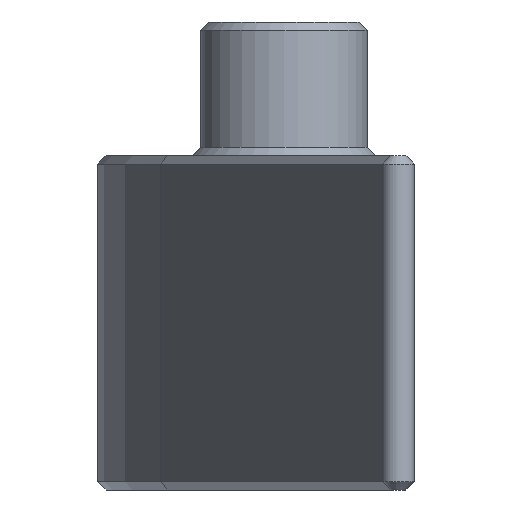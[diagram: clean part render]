
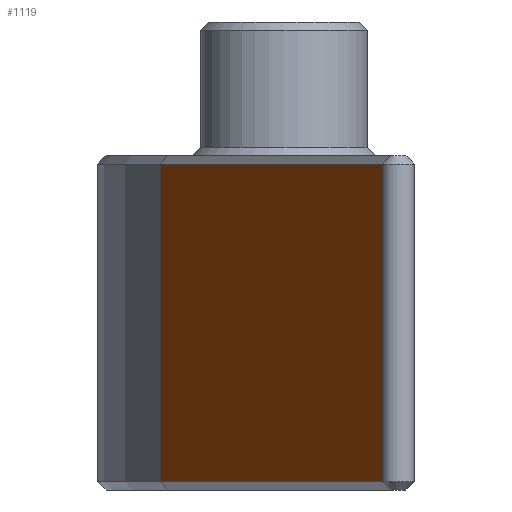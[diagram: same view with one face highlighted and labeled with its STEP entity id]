
A CAD part, left-side view. The second image highlights one B-rep face of the part: STEP entity #1119.
In plain terms, the highlighted planar face has unit normal (-0.423, 0.906, 0).
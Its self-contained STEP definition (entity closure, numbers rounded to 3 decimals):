
#44=PLANE('',#1234);
#87=FACE_OUTER_BOUND('',#163,.T.);
#163=EDGE_LOOP('',(#833,#834,#835,#836));
#304=LINE('',#1780,#408);
#318=LINE('',#1826,#422);
#319=LINE('',#1830,#423);
#320=LINE('',#1831,#424);
#408=VECTOR('',#1404,10.);
#422=VECTOR('',#1458,20.);
#423=VECTOR('',#1463,10.);
#424=VECTOR('',#1464,10.);
#513=VERTEX_POINT('',#1773);
#515=VERTEX_POINT('',#1779);
#527=VERTEX_POINT('',#1825);
#528=VERTEX_POINT('',#1829);
#618=EDGE_CURVE('',#513,#515,#304,.T.);
#642=EDGE_CURVE('',#515,#527,#318,.T.);
#644=EDGE_CURVE('',#528,#513,#319,.T.);
#645=EDGE_CURVE('',#527,#528,#320,.T.);
#833=ORIENTED_EDGE('',*,*,#618,.F.);
#834=ORIENTED_EDGE('',*,*,#644,.F.);
#835=ORIENTED_EDGE('',*,*,#645,.F.);
#836=ORIENTED_EDGE('',*,*,#642,.F.);
#1119=ADVANCED_FACE('',(#87),#44,.T.);
#1234=AXIS2_PLACEMENT_3D('',#1828,#1461,#1462);
#1404=DIRECTION('',(0.906,0.423,0.));
#1458=DIRECTION('',(0.,0.,1.));
#1461=DIRECTION('center_axis',(-0.423,0.906,0.));
#1462=DIRECTION('ref_axis',(-0.906,-0.423,0.));
#1463=DIRECTION('',(0.,0.,-1.));
#1464=DIRECTION('',(-0.906,-0.423,0.));
#1773=CARTESIAN_POINT('',(-29.795,0.128,0.25));
#1779=CARTESIAN_POINT('',(-15.54,6.776,0.25));
#1780=CARTESIAN_POINT('',(-6.324,11.073,0.25));
#1825=CARTESIAN_POINT('',(-15.54,6.776,9.75));
#1826=CARTESIAN_POINT('',(-15.54,6.776,0.));
#1828=CARTESIAN_POINT('Origin',(-9.,9.825,0.));
#1829=CARTESIAN_POINT('',(-29.795,0.128,9.75));
#1830=CARTESIAN_POINT('',(-29.795,0.128,0.));
#1831=CARTESIAN_POINT('',(-6.324,11.073,9.75));
